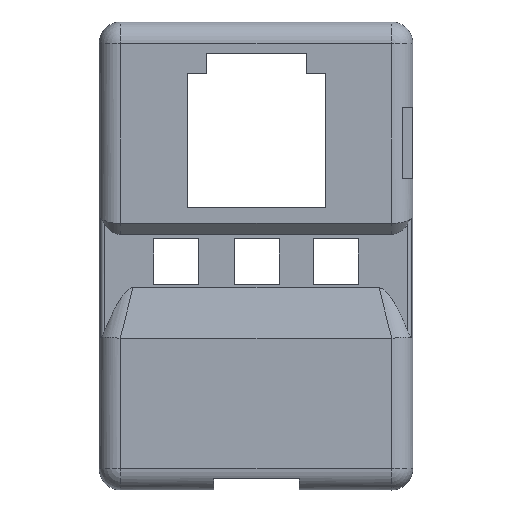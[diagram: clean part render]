
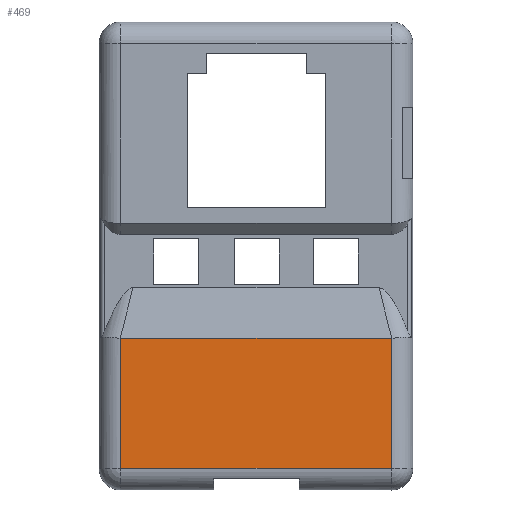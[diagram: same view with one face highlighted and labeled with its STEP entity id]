
A CAD part, top view. The second image highlights one B-rep face of the part: STEP entity #469.
In plain terms, the highlighted planar face has unit normal (0, 0, 1).
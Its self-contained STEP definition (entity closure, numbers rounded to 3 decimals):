
#469=ADVANCED_FACE('',(#791),#618,.F.);
#618=PLANE('',#4057);
#791=FACE_OUTER_BOUND('',#998,.T.);
#998=EDGE_LOOP('',(#1884,#1885,#1886,#1887));
#1884=ORIENTED_EDGE('',*,*,#2790,.T.);
#1885=ORIENTED_EDGE('',*,*,#2752,.T.);
#1886=ORIENTED_EDGE('',*,*,#2871,.F.);
#1887=ORIENTED_EDGE('',*,*,#2798,.T.);
#2341=VERTEX_POINT('',#5704);
#2346=VERTEX_POINT('',#5727);
#2366=VERTEX_POINT('',#5803);
#2371=VERTEX_POINT('',#5830);
#2752=EDGE_CURVE('',#2341,#2346,#3227,.T.);
#2790=EDGE_CURVE('',#2366,#2341,#3251,.T.);
#2798=EDGE_CURVE('',#2371,#2366,#3254,.T.);
#2871=EDGE_CURVE('',#2371,#2346,#3310,.T.);
#3227=LINE('',#5728,#3631);
#3251=LINE('',#5802,#3655);
#3254=LINE('',#5829,#3658);
#3310=LINE('',#6030,#3714);
#3631=VECTOR('',#4553,1.);
#3655=VECTOR('',#4631,1.);
#3658=VECTOR('',#4646,1.);
#3714=VECTOR('',#4780,1.);
#4057=AXIS2_PLACEMENT_3D('',#6188,#4933,#4934);
#4553=DIRECTION('',(0.,1.,0.));
#4631=DIRECTION('',(1.,0.,0.));
#4646=DIRECTION('',(0.,-1.,0.));
#4780=DIRECTION('',(1.,0.,0.));
#4933=DIRECTION('',(0.,0.,-1.));
#4934=DIRECTION('',(0.,-1.,0.));
#5704=CARTESIAN_POINT('',(-52.125,-20.845,16.25));
#5727=CARTESIAN_POINT('',(-52.125,-2.701,16.25));
#5728=CARTESIAN_POINT('',(-52.125,-2.701,16.25));
#5802=CARTESIAN_POINT('',(-52.125,-20.845,16.25));
#5803=CARTESIAN_POINT('',(-89.875,-20.845,16.25));
#5829=CARTESIAN_POINT('',(-89.875,-2.701,16.25));
#5830=CARTESIAN_POINT('',(-89.875,-2.701,16.25));
#6030=CARTESIAN_POINT('',(-52.125,-2.701,16.25));
#6188=CARTESIAN_POINT('',(-52.125,-2.701,16.25));
